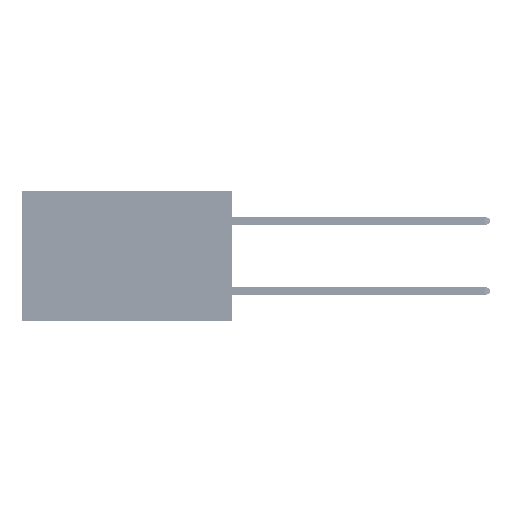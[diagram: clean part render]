
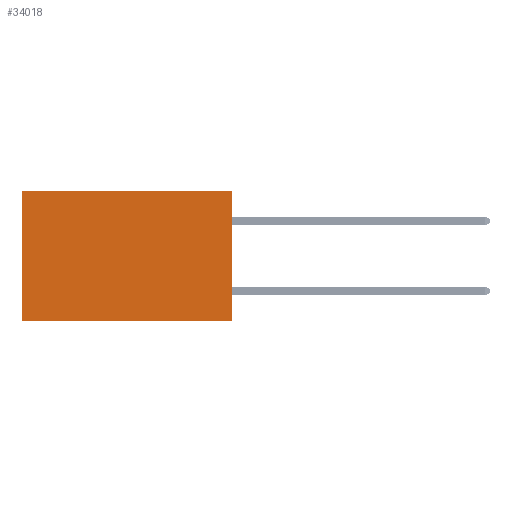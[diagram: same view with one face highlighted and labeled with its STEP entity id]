
A CAD part, left-side view. The second image highlights one B-rep face of the part: STEP entity #34018.
In plain terms, the highlighted planar face has unit normal (-1, 0, 0).
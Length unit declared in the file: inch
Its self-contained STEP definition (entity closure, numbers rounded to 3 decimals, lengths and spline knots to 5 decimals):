
#50 = CARTESIAN_POINT ( 'NONE',  ( 0.2875, 0.6, 0. ) ) ;
#190 = PLANE ( 'NONE',  #5948 ) ;
#3643 = LINE ( 'NONE', #42928, #33372 ) ;
#4024 = VECTOR ( 'NONE', #35725, 39.37008 ) ;
#4057 = EDGE_LOOP ( 'NONE', ( #23063, #14754, #32017, #23308 ) ) ;
#5948 = AXIS2_PLACEMENT_3D ( 'NONE', #11346, #11641, #30102 ) ;
#9845 = VERTEX_POINT ( 'NONE', #47453 ) ;
#11346 = CARTESIAN_POINT ( 'NONE',  ( 0.2875, 0., 0. ) ) ;
#11641 = DIRECTION ( 'NONE',  ( 1., 0., 0. ) ) ;
#13377 = FACE_OUTER_BOUND ( 'NONE', #4057, .T. ) ;
#14754 = ORIENTED_EDGE ( 'NONE', *, *, #32033, .F. ) ;
#14776 = LINE ( 'NONE', #18200, #37499 ) ;
#16324 = LINE ( 'NONE', #31348, #4024 ) ;
#17286 = EDGE_CURVE ( 'NONE', #9845, #25648, #3643, .T. ) ;
#18200 = CARTESIAN_POINT ( 'NONE',  ( 0.2875, 0., -0.37 ) ) ;
#23063 = ORIENTED_EDGE ( 'NONE', *, *, #46270, .T. ) ;
#23308 = ORIENTED_EDGE ( 'NONE', *, *, #17286, .T. ) ;
#24175 = DIRECTION ( 'NONE',  ( 0., 0., -1. ) ) ;
#24337 = CARTESIAN_POINT ( 'NONE',  ( 0.2875, 0.6, 0. ) ) ;
#24559 = DIRECTION ( 'NONE',  ( 0., 1., 0. ) ) ;
#25648 = VERTEX_POINT ( 'NONE', #50 ) ;
#26062 = DIRECTION ( 'NONE',  ( 0., 1., 0. ) ) ;
#27171 = CARTESIAN_POINT ( 'NONE',  ( 0.2875, 0., -0.37 ) ) ;
#30102 = DIRECTION ( 'NONE',  ( 0., 0., -1. ) ) ;
#31348 = CARTESIAN_POINT ( 'NONE',  ( 0.2875, 0., 0. ) ) ;
#32017 = ORIENTED_EDGE ( 'NONE', *, *, #45682, .F. ) ;
#32033 = EDGE_CURVE ( 'NONE', #41077, #42688, #14776, .T. ) ;
#33372 = VECTOR ( 'NONE', #24559, 39.37008 ) ;
#34018 = ADVANCED_FACE ( 'NONE', ( #13377 ), #190, .F. ) ;
#34838 = CARTESIAN_POINT ( 'NONE',  ( 0.2875, 0.6, -0.37 ) ) ;
#34906 = LINE ( 'NONE', #24337, #43683 ) ;
#35725 = DIRECTION ( 'NONE',  ( 0., 0., -1. ) ) ;
#37499 = VECTOR ( 'NONE', #26062, 39.37008 ) ;
#41077 = VERTEX_POINT ( 'NONE', #27171 ) ;
#42688 = VERTEX_POINT ( 'NONE', #34838 ) ;
#42928 = CARTESIAN_POINT ( 'NONE',  ( 0.2875, 0., 0. ) ) ;
#43683 = VECTOR ( 'NONE', #24175, 39.37008 ) ;
#45682 = EDGE_CURVE ( 'NONE', #9845, #41077, #16324, .T. ) ;
#46270 = EDGE_CURVE ( 'NONE', #25648, #42688, #34906, .T. ) ;
#47453 = CARTESIAN_POINT ( 'NONE',  ( 0.2875, 0., 0. ) ) ;
